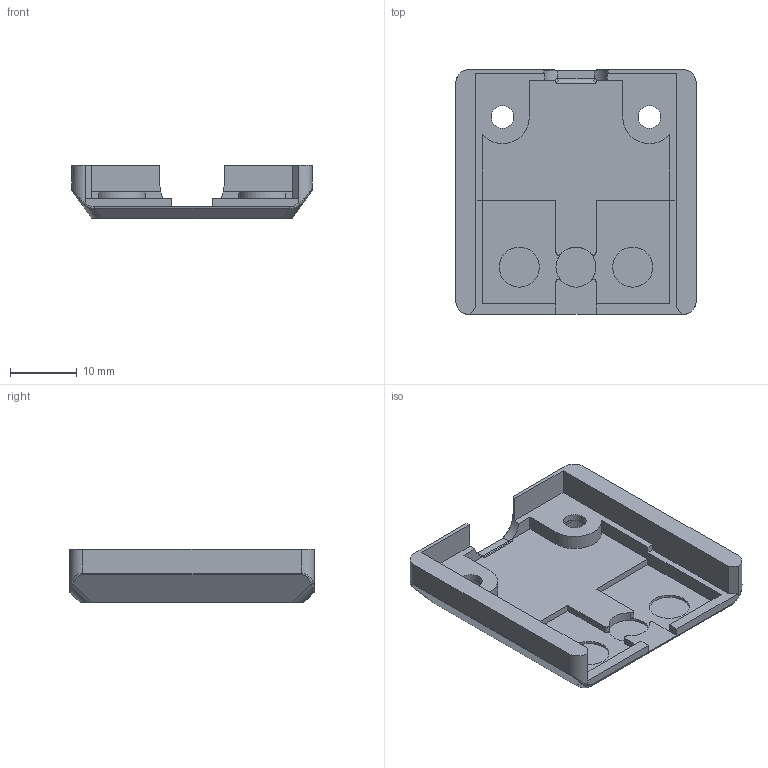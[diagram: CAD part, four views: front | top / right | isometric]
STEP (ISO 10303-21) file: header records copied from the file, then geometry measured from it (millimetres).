
FILE_DESCRIPTION(/* description */ (''),/* implementation_level */ '2;1');
FILE_NAME(/* name */ 'bed_cable_cover_top.step',/* time_stamp */ '2025-07-28T12:39:24+02:00',/* author */ (''),/* organization */ (''),/* preprocessor_version */ 'ST-DEVELOPER v20.1',/* originating_system */ 'Autodesk Translation Framework v14.10.0.0',/* authorisation */ '');
FILE_SCHEMA (('AUTOMOTIVE_DESIGN { 1 0 10303 214 3 1 1 }'));
Length unit declared in the file: millimetre
Products named in the file (1): bed_cable_cover_top
Bounding box: 36 x 36.7 x 8 mm (x, y, z)
Volume: 3124.7 mm3; surface area: 4172.9 mm2
Topology: 1 solids, 1 shells, 134 faces, 351 edges, 226 vertices
Faces by surface type: plane 86, cylinder 30, bspline 14, cone 4
Full cylindrical faces by diameter (mm): 3.4 x2, 6 x5
Entity records: 4449 total; most frequent: CARTESIAN_POINT 1110, ORIENTED_EDGE 702, DIRECTION 661, EDGE_CURVE 351, LINE 235, VECTOR 235, VERTEX_POINT 226, AXIS2_PLACEMENT_3D 213
